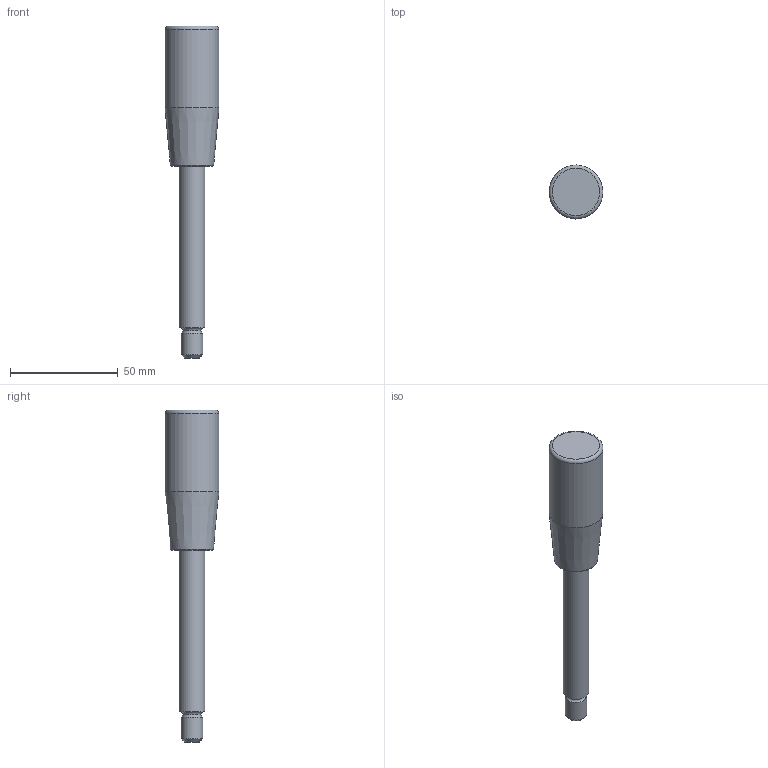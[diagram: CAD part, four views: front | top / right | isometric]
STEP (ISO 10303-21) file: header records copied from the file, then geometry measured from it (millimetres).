
FILE_DESCRIPTION( ( 'Unknown' ), '1' );
FILE_NAME( '6135615_BI65_M10x140.stp', 'Unknown', ( 'Unknown' ), ( 'Unknown' ), 'PSStep 11.0', 'Unknown', ' ' );
FILE_SCHEMA( ( 'AUTOMOTIVE_DESIGN { 1 0 10303 214 1 1 1 1 }' ) );
Length unit declared in the file: millimetre
Products named in the file (1): 6136025_MC25x65
Bounding box: 25 x 25 x 154 mm (x, y, z)
Volume: 38076.7 mm3; surface area: 9455.8 mm2
Topology: 1 solids, 2 shells, 19 faces, 40 edges, 26 vertices
Faces by surface type: cylinder 6, plane 5, torus 4, cone 4
Full cylindrical faces by diameter (mm): 6.647 x2, 8.3 x1, 10 x1, 12 x1, 25 x1
Entity records: 534 total; most frequent: DIRECTION 74, CARTESIAN_POINT 55, AXIS2_PLACEMENT_3D 37, EDGE_LOOP 34, ORIENTED_EDGE 34, FACE_OUTER_BOUND 29, STYLED_ITEM 19, PRESENTATION_STYLE_ASSIGNMENT 19
